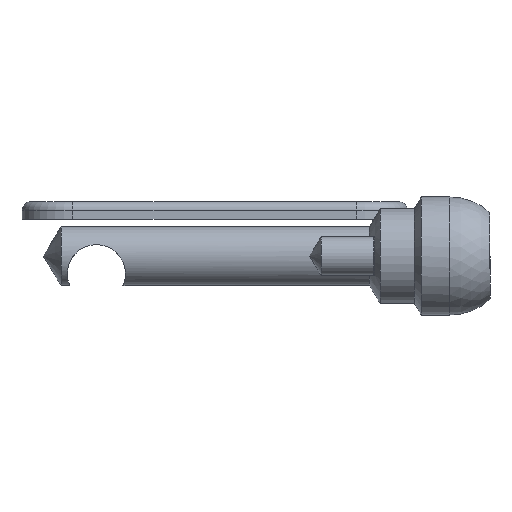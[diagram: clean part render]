
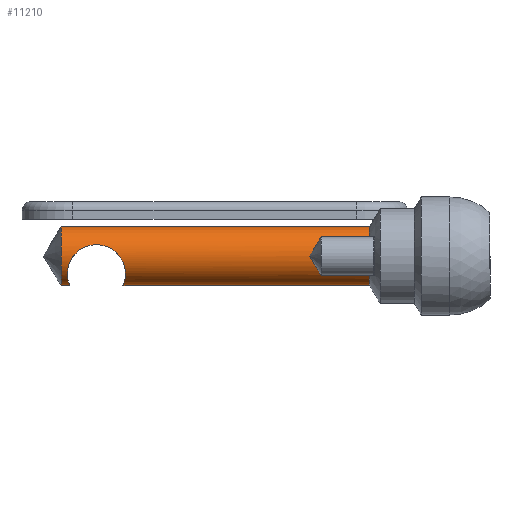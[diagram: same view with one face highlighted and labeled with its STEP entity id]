
A CAD part, front view. The second image highlights one B-rep face of the part: STEP entity #11210.
In plain terms, the highlighted cylindrical face has radius 2.5 mm (diameter 5 mm), a full revolution.
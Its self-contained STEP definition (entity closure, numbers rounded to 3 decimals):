
#15=B_SPLINE_CURVE_WITH_KNOTS('',3,(#18278,#18279,#18280,#18281,#18282,
#18283,#18284,#18285,#18286,#18287,#18288,#18289,#18290,#18291,#18292,#18293,
#18294,#18295,#18296,#18297,#18298,#18299,#18300,#18301,#18302,#18303,#18304,
#18305,#18306,#18307,#18308,#18309,#18310,#18311,#18312,#18313,#18314,#18315,
#18316,#18317,#18318,#18319,#18320,#18321,#18322,#18323,#18324,#18325,#18326,
#18327,#18328,#18329,#18330,#18331,#18332,#18333,#18334,#18335,#18336,#18337,
#18338,#18339,#18340,#18341,#18342,#18343,#18344,#18345,#18346,#18347,#18348,
#18349,#18350,#18351),.UNSPECIFIED.,.T.,.F.,(4,2,2,2,2,2,2,2,2,2,2,2,2,
2,2,2,2,2,2,2,2,2,2,2,2,2,2,2,2,2,2,2,2,2,2,2,4),(0.,0.064,
0.129,0.193,0.258,0.317,
0.376,0.436,0.497,0.617,
0.737,0.798,0.858,0.917,
0.976,1.041,1.105,1.169,1.234,
1.298,1.363,1.427,1.492,1.551,
1.61,1.67,1.73,1.851,1.971,
2.032,2.092,2.151,2.21,2.274,
2.339,2.403,2.468),.UNSPECIFIED.);
#2546=CYLINDRICAL_SURFACE('',#12143,2.5);
#3052=FACE_BOUND('',#4038,.T.);
#3053=FACE_BOUND('',#4039,.T.);
#3467=FACE_OUTER_BOUND('',#4037,.T.);
#4037=EDGE_LOOP('',(#9505));
#4038=EDGE_LOOP('',(#9506));
#4039=EDGE_LOOP('',(#9507));
#4399=CIRCLE('',#12144,2.5);
#4400=CIRCLE('',#12145,2.5);
#5425=VERTEX_POINT('',#18275);
#5426=VERTEX_POINT('',#18277);
#5427=VERTEX_POINT('',#18352);
#6927=EDGE_CURVE('',#5425,#5425,#4399,.T.);
#6928=EDGE_CURVE('',#5426,#5426,#15,.T.);
#6929=EDGE_CURVE('',#5427,#5427,#4400,.T.);
#9505=ORIENTED_EDGE('',*,*,#6927,.T.);
#9506=ORIENTED_EDGE('',*,*,#6928,.T.);
#9507=ORIENTED_EDGE('',*,*,#6929,.F.);
#11210=ADVANCED_FACE('',(#3467,#3052,#3053),#2546,.F.);
#12143=AXIS2_PLACEMENT_3D('',#18274,#14960,#14961);
#12144=AXIS2_PLACEMENT_3D('',#18276,#14962,#14963);
#12145=AXIS2_PLACEMENT_3D('',#18353,#14964,#14965);
#14960=DIRECTION('center_axis',(1.,0.,0.));
#14961=DIRECTION('ref_axis',(0.,0.,
-1.));
#14962=DIRECTION('center_axis',(1.,0.,0.));
#14963=DIRECTION('ref_axis',(0.,0.,
-1.));
#14964=DIRECTION('center_axis',(1.,0.,0.));
#14965=DIRECTION('ref_axis',(0.,0.,
-1.));
#18274=CARTESIAN_POINT('Origin',(65.5,-30.,68.));
#18275=CARTESIAN_POINT('',(73.099,-30.,70.5));
#18276=CARTESIAN_POINT('Origin',(73.099,-30.,68.));
#18277=CARTESIAN_POINT('',(47.754,-30.,65.5));
#18278=CARTESIAN_POINT('Ctrl Pts',(47.754,-30.,65.5));
#18279=CARTESIAN_POINT('Ctrl Pts',(47.754,-29.785,65.5));
#18280=CARTESIAN_POINT('Ctrl Pts',(47.741,-29.568,65.528));
#18281=CARTESIAN_POINT('Ctrl Pts',(47.696,-29.148,65.64));
#18282=CARTESIAN_POINT('Ctrl Pts',(47.665,-28.945,65.723));
#18283=CARTESIAN_POINT('Ctrl Pts',(47.604,-28.568,65.939));
#18284=CARTESIAN_POINT('Ctrl Pts',(47.574,-28.394,66.072));
#18285=CARTESIAN_POINT('Ctrl Pts',(47.54,-28.086,66.377));
#18286=CARTESIAN_POINT('Ctrl Pts',(47.535,-27.953,66.549));
#18287=CARTESIAN_POINT('Ctrl Pts',(47.569,-27.745,66.903));
#18288=CARTESIAN_POINT('Ctrl Pts',(47.606,-27.66,67.097));
#18289=CARTESIAN_POINT('Ctrl Pts',(47.737,-27.546,67.483));
#18290=CARTESIAN_POINT('Ctrl Pts',(47.831,-27.516,67.674));
#18291=CARTESIAN_POINT('Ctrl Pts',(48.047,-27.494,68.007));
#18292=CARTESIAN_POINT('Ctrl Pts',(48.179,-27.501,68.164));
#18293=CARTESIAN_POINT('Ctrl Pts',(48.478,-27.535,68.441));
#18294=CARTESIAN_POINT('Ctrl Pts',(48.646,-27.562,68.562));
#18295=CARTESIAN_POINT('Ctrl Pts',(49.186,-27.642,68.856));
#18296=CARTESIAN_POINT('Ctrl Pts',(49.599,-27.691,68.958));
#18297=CARTESIAN_POINT('Ctrl Pts',(50.401,-27.691,68.958));
#18298=CARTESIAN_POINT('Ctrl Pts',(50.814,-27.642,68.856));
#18299=CARTESIAN_POINT('Ctrl Pts',(51.354,-27.562,68.562));
#18300=CARTESIAN_POINT('Ctrl Pts',(51.522,-27.535,68.441));
#18301=CARTESIAN_POINT('Ctrl Pts',(51.821,-27.501,68.164));
#18302=CARTESIAN_POINT('Ctrl Pts',(51.953,-27.494,68.007));
#18303=CARTESIAN_POINT('Ctrl Pts',(52.169,-27.516,67.674));
#18304=CARTESIAN_POINT('Ctrl Pts',(52.263,-27.546,67.483));
#18305=CARTESIAN_POINT('Ctrl Pts',(52.394,-27.66,67.097));
#18306=CARTESIAN_POINT('Ctrl Pts',(52.431,-27.745,66.903));
#18307=CARTESIAN_POINT('Ctrl Pts',(52.465,-27.953,66.549));
#18308=CARTESIAN_POINT('Ctrl Pts',(52.46,-28.086,66.377));
#18309=CARTESIAN_POINT('Ctrl Pts',(52.426,-28.394,66.072));
#18310=CARTESIAN_POINT('Ctrl Pts',(52.396,-28.568,65.939));
#18311=CARTESIAN_POINT('Ctrl Pts',(52.335,-28.945,65.723));
#18312=CARTESIAN_POINT('Ctrl Pts',(52.304,-29.148,65.64));
#18313=CARTESIAN_POINT('Ctrl Pts',(52.259,-29.568,65.528));
#18314=CARTESIAN_POINT('Ctrl Pts',(52.246,-29.785,65.5));
#18315=CARTESIAN_POINT('Ctrl Pts',(52.246,-30.215,65.5));
#18316=CARTESIAN_POINT('Ctrl Pts',(52.259,-30.432,65.528));
#18317=CARTESIAN_POINT('Ctrl Pts',(52.304,-30.852,65.64));
#18318=CARTESIAN_POINT('Ctrl Pts',(52.335,-31.055,65.723));
#18319=CARTESIAN_POINT('Ctrl Pts',(52.396,-31.432,65.939));
#18320=CARTESIAN_POINT('Ctrl Pts',(52.426,-31.606,66.072));
#18321=CARTESIAN_POINT('Ctrl Pts',(52.46,-31.914,66.377));
#18322=CARTESIAN_POINT('Ctrl Pts',(52.465,-32.047,66.549));
#18323=CARTESIAN_POINT('Ctrl Pts',(52.431,-32.255,66.903));
#18324=CARTESIAN_POINT('Ctrl Pts',(52.394,-32.34,67.097));
#18325=CARTESIAN_POINT('Ctrl Pts',(52.263,-32.454,67.483));
#18326=CARTESIAN_POINT('Ctrl Pts',(52.169,-32.484,67.674));
#18327=CARTESIAN_POINT('Ctrl Pts',(51.953,-32.506,68.007));
#18328=CARTESIAN_POINT('Ctrl Pts',(51.821,-32.499,68.164));
#18329=CARTESIAN_POINT('Ctrl Pts',(51.522,-32.465,68.441));
#18330=CARTESIAN_POINT('Ctrl Pts',(51.354,-32.438,68.562));
#18331=CARTESIAN_POINT('Ctrl Pts',(50.814,-32.358,68.856));
#18332=CARTESIAN_POINT('Ctrl Pts',(50.401,-32.309,68.958));
#18333=CARTESIAN_POINT('Ctrl Pts',(49.599,-32.309,68.958));
#18334=CARTESIAN_POINT('Ctrl Pts',(49.186,-32.358,68.856));
#18335=CARTESIAN_POINT('Ctrl Pts',(48.646,-32.438,68.562));
#18336=CARTESIAN_POINT('Ctrl Pts',(48.478,-32.465,68.441));
#18337=CARTESIAN_POINT('Ctrl Pts',(48.179,-32.499,68.164));
#18338=CARTESIAN_POINT('Ctrl Pts',(48.047,-32.506,68.007));
#18339=CARTESIAN_POINT('Ctrl Pts',(47.831,-32.484,67.674));
#18340=CARTESIAN_POINT('Ctrl Pts',(47.737,-32.454,67.483));
#18341=CARTESIAN_POINT('Ctrl Pts',(47.606,-32.34,67.097));
#18342=CARTESIAN_POINT('Ctrl Pts',(47.569,-32.255,66.903));
#18343=CARTESIAN_POINT('Ctrl Pts',(47.535,-32.047,66.549));
#18344=CARTESIAN_POINT('Ctrl Pts',(47.54,-31.914,66.377));
#18345=CARTESIAN_POINT('Ctrl Pts',(47.574,-31.606,66.072));
#18346=CARTESIAN_POINT('Ctrl Pts',(47.604,-31.432,65.939));
#18347=CARTESIAN_POINT('Ctrl Pts',(47.665,-31.055,65.723));
#18348=CARTESIAN_POINT('Ctrl Pts',(47.696,-30.852,65.64));
#18349=CARTESIAN_POINT('Ctrl Pts',(47.741,-30.432,65.528));
#18350=CARTESIAN_POINT('Ctrl Pts',(47.754,-30.215,65.5));
#18351=CARTESIAN_POINT('Ctrl Pts',(47.754,-30.,65.5));
#18352=CARTESIAN_POINT('',(47.,-30.,65.5));
#18353=CARTESIAN_POINT('Origin',(47.,-30.,68.));
